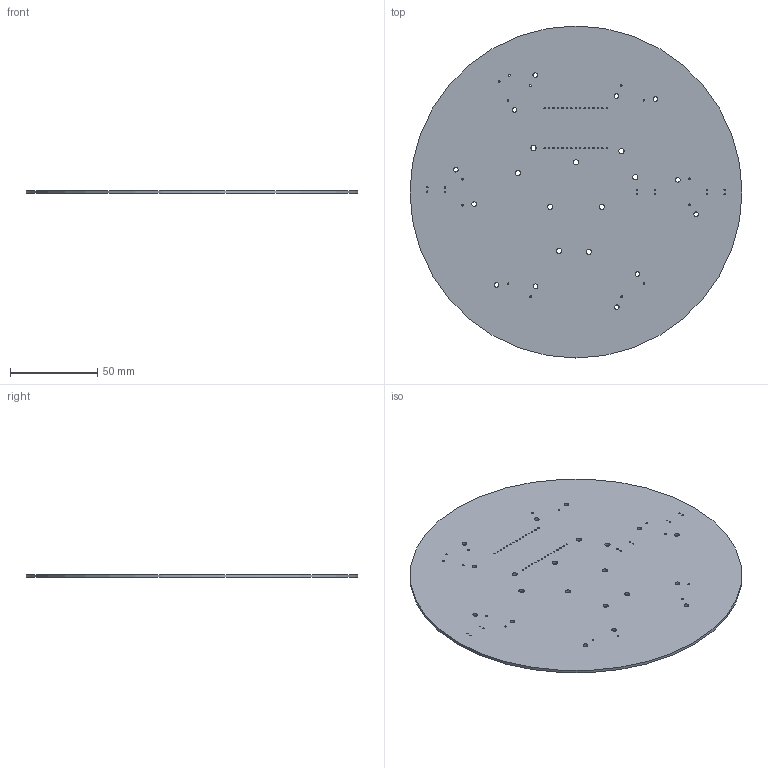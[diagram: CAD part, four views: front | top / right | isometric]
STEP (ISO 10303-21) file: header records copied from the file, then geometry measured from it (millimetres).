
FILE_DESCRIPTION(('KiCad electronic assembly'),'2;1');
FILE_NAME('spinner.step','2022-12-30T13:01:55',('Pcbnew'),('Kicad'), 'Open CASCADE STEP processor 7.6','KiCad to STEP converter','Unknown' );
FILE_SCHEMA(('AUTOMOTIVE_DESIGN { 1 0 10303 214 1 1 1 1 }'));
Length unit declared in the file: millimetre
Products named in the file (2): spinner 1; spinner PCB
Assembly tree (1 placements, depth 2):
  spinner 1
    spinner PCB
Bounding box: 190 x 190 x 1.6 mm (x, y, z)
Volume: 45106.2 mm3; surface area: 57872.2 mm2
Topology: 1 solids, 1 shells, 80 faces, 234 edges, 156 vertices
Faces by surface type: cylinder 78, plane 2
Full cylindrical faces by diameter (mm): 0.8 x42, 0.9 x2, 1.02 x12, 2.64 x12, 3 x9, 190 x1
Entity records: 6151 total; most frequent: DIRECTION 1022, CARTESIAN_POINT 940, ORIENTED_EDGE 468, PCURVE 468, DEFINITIONAL_REPRESENTATION 468, LINE 390, VECTOR 390, CIRCLE 312
